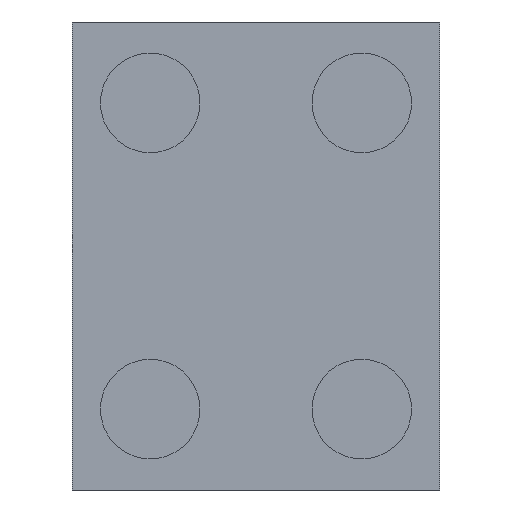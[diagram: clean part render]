
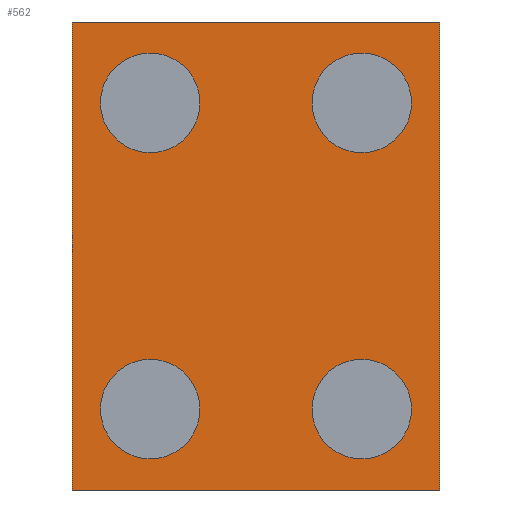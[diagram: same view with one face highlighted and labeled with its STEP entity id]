
A CAD part, front view. The second image highlights one B-rep face of the part: STEP entity #562.
In plain terms, the highlighted planar face has unit normal (0, -1, 0).
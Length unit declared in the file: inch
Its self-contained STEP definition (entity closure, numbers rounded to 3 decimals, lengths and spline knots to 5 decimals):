
#14 = EDGE_LOOP ( 'NONE', ( #320, #1254 ) ) ;
#20 = DIRECTION ( 'NONE',  ( 0., -1., 0. ) ) ;
#25 = DIRECTION ( 'NONE',  ( 0., -1., 0. ) ) ;
#30 = EDGE_LOOP ( 'NONE', ( #1243, #1494, #1602, #798 ) ) ;
#32 = DIRECTION ( 'NONE',  ( -1., 0., 0. ) ) ;
#45 = LINE ( 'NONE', #1112, #972 ) ;
#62 = CIRCLE ( 'NONE', #1427, 0.01575 ) ;
#73 = DIRECTION ( 'NONE',  ( 0., 0., -1. ) ) ;
#76 = LINE ( 'NONE', #591, #1371 ) ;
#86 = CARTESIAN_POINT ( 'NONE',  ( 0.05807, 0., 0.07402 ) ) ;
#105 = CARTESIAN_POINT ( 'NONE',  ( -0.01772, 0., -0.04843 ) ) ;
#123 = ORIENTED_EDGE ( 'NONE', *, *, #725, .F. ) ;
#134 = EDGE_CURVE ( 'NONE', #1418, #558, #891, .T. ) ;
#146 = VERTEX_POINT ( 'NONE', #640 ) ;
#152 = FACE_BOUND ( 'NONE', #310, .T. ) ;
#160 = PLANE ( 'NONE',  #818 ) ;
#161 = ORIENTED_EDGE ( 'NONE', *, *, #134, .F. ) ;
#176 = CARTESIAN_POINT ( 'NONE',  ( 0.04921, 0., 0.04843 ) ) ;
#200 = LINE ( 'NONE', #86, #278 ) ;
#230 = CARTESIAN_POINT ( 'NONE',  ( -0.03346, 0., -0.04843 ) ) ;
#236 = CARTESIAN_POINT ( 'NONE',  ( -0.05807, 0., 0.07402 ) ) ;
#255 = FACE_BOUND ( 'NONE', #14, .T. ) ;
#278 = VECTOR ( 'NONE', #73, 39.37008 ) ;
#286 = VERTEX_POINT ( 'NONE', #417 ) ;
#289 = CARTESIAN_POINT ( 'NONE',  ( -0.03346, 0., 0.04843 ) ) ;
#299 = AXIS2_PLACEMENT_3D ( 'NONE', #1147, #20, #1389 ) ;
#307 = EDGE_CURVE ( 'NONE', #146, #1290, #968, .T. ) ;
#310 = EDGE_LOOP ( 'NONE', ( #729, #123 ) ) ;
#320 = ORIENTED_EDGE ( 'NONE', *, *, #307, .F. ) ;
#339 = ORIENTED_EDGE ( 'NONE', *, *, #911, .F. ) ;
#414 = FACE_OUTER_BOUND ( 'NONE', #30, .T. ) ;
#417 = CARTESIAN_POINT ( 'NONE',  ( 0.05807, 0., -0.07402 ) ) ;
#432 = CIRCLE ( 'NONE', #557, 0.01575 ) ;
#443 = EDGE_CURVE ( 'NONE', #1457, #571, #794, .T. ) ;
#557 = AXIS2_PLACEMENT_3D ( 'NONE', #938, #1175, #570 ) ;
#558 = VERTEX_POINT ( 'NONE', #880 ) ;
#562 = ADVANCED_FACE ( 'NONE', ( #414, #255, #152, #749, #652 ), #160, .F. ) ;
#570 = DIRECTION ( 'NONE',  ( -1., 0., 0. ) ) ;
#571 = VERTEX_POINT ( 'NONE', #1263 ) ;
#576 = VERTEX_POINT ( 'NONE', #1495 ) ;
#591 = CARTESIAN_POINT ( 'NONE',  ( 0.05807, 0., -0.07402 ) ) ;
#596 = DIRECTION ( 'NONE',  ( 0., -1., 0. ) ) ;
#621 = CARTESIAN_POINT ( 'NONE',  ( 0.03346, 0., -0.04843 ) ) ;
#640 = CARTESIAN_POINT ( 'NONE',  ( -0.01772, 0., 0.04843 ) ) ;
#652 = FACE_BOUND ( 'NONE', #918, .T. ) ;
#667 = LINE ( 'NONE', #1303, #1107 ) ;
#687 = CIRCLE ( 'NONE', #1601, 0.01575 ) ;
#694 = VERTEX_POINT ( 'NONE', #176 ) ;
#695 = VERTEX_POINT ( 'NONE', #934 ) ;
#714 = EDGE_CURVE ( 'NONE', #1290, #146, #432, .T. ) ;
#725 = EDGE_CURVE ( 'NONE', #1003, #694, #687, .T. ) ;
#729 = ORIENTED_EDGE ( 'NONE', *, *, #1190, .F. ) ;
#749 = FACE_BOUND ( 'NONE', #1560, .T. ) ;
#764 = DIRECTION ( 'NONE',  ( -1., 0., 0. ) ) ;
#794 = CIRCLE ( 'NONE', #973, 0.01575 ) ;
#798 = ORIENTED_EDGE ( 'NONE', *, *, #1516, .F. ) ;
#814 = CARTESIAN_POINT ( 'NONE',  ( 0.03346, 0., 0.04843 ) ) ;
#818 = AXIS2_PLACEMENT_3D ( 'NONE', #908, #1142, #1410 ) ;
#832 = CARTESIAN_POINT ( 'NONE',  ( 0.03346, 0., -0.04843 ) ) ;
#834 = DIRECTION ( 'NONE',  ( -1., 0., 0. ) ) ;
#853 = CARTESIAN_POINT ( 'NONE',  ( 0.04921, 0., -0.04843 ) ) ;
#871 = DIRECTION ( 'NONE',  ( 0., 0., 1. ) ) ;
#880 = CARTESIAN_POINT ( 'NONE',  ( -0.04921, 0., -0.04843 ) ) ;
#885 = EDGE_CURVE ( 'NONE', #576, #286, #200, .T. ) ;
#891 = CIRCLE ( 'NONE', #299, 0.01575 ) ;
#902 = DIRECTION ( 'NONE',  ( 0., -1., 0. ) ) ;
#908 = CARTESIAN_POINT ( 'NONE',  ( 0., 0., 0. ) ) ;
#911 = EDGE_CURVE ( 'NONE', #558, #1418, #1447, .T. ) ;
#918 = EDGE_LOOP ( 'NONE', ( #161, #339 ) ) ;
#934 = CARTESIAN_POINT ( 'NONE',  ( -0.05807, 0., -0.07402 ) ) ;
#938 = CARTESIAN_POINT ( 'NONE',  ( -0.03346, 0., 0.04843 ) ) ;
#959 = DIRECTION ( 'NONE',  ( 0., -1., 0. ) ) ;
#968 = CIRCLE ( 'NONE', #1599, 0.01575 ) ;
#972 = VECTOR ( 'NONE', #871, 39.37008 ) ;
#973 = AXIS2_PLACEMENT_3D ( 'NONE', #832, #1370, #1238 ) ;
#983 = CARTESIAN_POINT ( 'NONE',  ( 0.01772, 0., 0.04843 ) ) ;
#1003 = VERTEX_POINT ( 'NONE', #983 ) ;
#1016 = EDGE_CURVE ( 'NONE', #571, #1457, #1286, .T. ) ;
#1026 = AXIS2_PLACEMENT_3D ( 'NONE', #621, #25, #764 ) ;
#1085 = CARTESIAN_POINT ( 'NONE',  ( 0.03346, 0., 0.04843 ) ) ;
#1094 = DIRECTION ( 'NONE',  ( -1., 0., 0. ) ) ;
#1107 = VECTOR ( 'NONE', #1406, 39.37008 ) ;
#1112 = CARTESIAN_POINT ( 'NONE',  ( -0.05807, 0., -0.07402 ) ) ;
#1130 = EDGE_CURVE ( 'NONE', #1392, #576, #667, .T. ) ;
#1142 = DIRECTION ( 'NONE',  ( 0., 1., 0. ) ) ;
#1147 = CARTESIAN_POINT ( 'NONE',  ( -0.03346, 0., -0.04843 ) ) ;
#1175 = DIRECTION ( 'NONE',  ( 0., -1., 0. ) ) ;
#1190 = EDGE_CURVE ( 'NONE', #694, #1003, #62, .T. ) ;
#1238 = DIRECTION ( 'NONE',  ( -1., 0., 0. ) ) ;
#1243 = ORIENTED_EDGE ( 'NONE', *, *, #1422, .F. ) ;
#1254 = ORIENTED_EDGE ( 'NONE', *, *, #714, .F. ) ;
#1263 = CARTESIAN_POINT ( 'NONE',  ( 0.01772, 0., -0.04843 ) ) ;
#1270 = ORIENTED_EDGE ( 'NONE', *, *, #443, .F. ) ;
#1286 = CIRCLE ( 'NONE', #1026, 0.01575 ) ;
#1288 = DIRECTION ( 'NONE',  ( 0., -1., 0. ) ) ;
#1290 = VERTEX_POINT ( 'NONE', #1613 ) ;
#1303 = CARTESIAN_POINT ( 'NONE',  ( -0.05807, 0., 0.07402 ) ) ;
#1370 = DIRECTION ( 'NONE',  ( 0., -1., 0. ) ) ;
#1371 = VECTOR ( 'NONE', #1094, 39.37008 ) ;
#1389 = DIRECTION ( 'NONE',  ( -1., 0., 0. ) ) ;
#1392 = VERTEX_POINT ( 'NONE', #236 ) ;
#1406 = DIRECTION ( 'NONE',  ( 1., 0., 0. ) ) ;
#1410 = DIRECTION ( 'NONE',  ( 1., 0., 0. ) ) ;
#1418 = VERTEX_POINT ( 'NONE', #105 ) ;
#1422 = EDGE_CURVE ( 'NONE', #286, #695, #76, .T. ) ;
#1427 = AXIS2_PLACEMENT_3D ( 'NONE', #1085, #596, #1562 ) ;
#1447 = CIRCLE ( 'NONE', #1550, 0.01575 ) ;
#1457 = VERTEX_POINT ( 'NONE', #853 ) ;
#1494 = ORIENTED_EDGE ( 'NONE', *, *, #885, .F. ) ;
#1495 = CARTESIAN_POINT ( 'NONE',  ( 0.05807, 0., 0.07402 ) ) ;
#1516 = EDGE_CURVE ( 'NONE', #695, #1392, #45, .T. ) ;
#1550 = AXIS2_PLACEMENT_3D ( 'NONE', #230, #959, #834 ) ;
#1558 = DIRECTION ( 'NONE',  ( -1., 0., 0. ) ) ;
#1560 = EDGE_LOOP ( 'NONE', ( #1270, #1565 ) ) ;
#1562 = DIRECTION ( 'NONE',  ( -1., 0., 0. ) ) ;
#1565 = ORIENTED_EDGE ( 'NONE', *, *, #1016, .F. ) ;
#1599 = AXIS2_PLACEMENT_3D ( 'NONE', #289, #902, #32 ) ;
#1601 = AXIS2_PLACEMENT_3D ( 'NONE', #814, #1288, #1558 ) ;
#1602 = ORIENTED_EDGE ( 'NONE', *, *, #1130, .F. ) ;
#1613 = CARTESIAN_POINT ( 'NONE',  ( -0.04921, 0., 0.04843 ) ) ;
